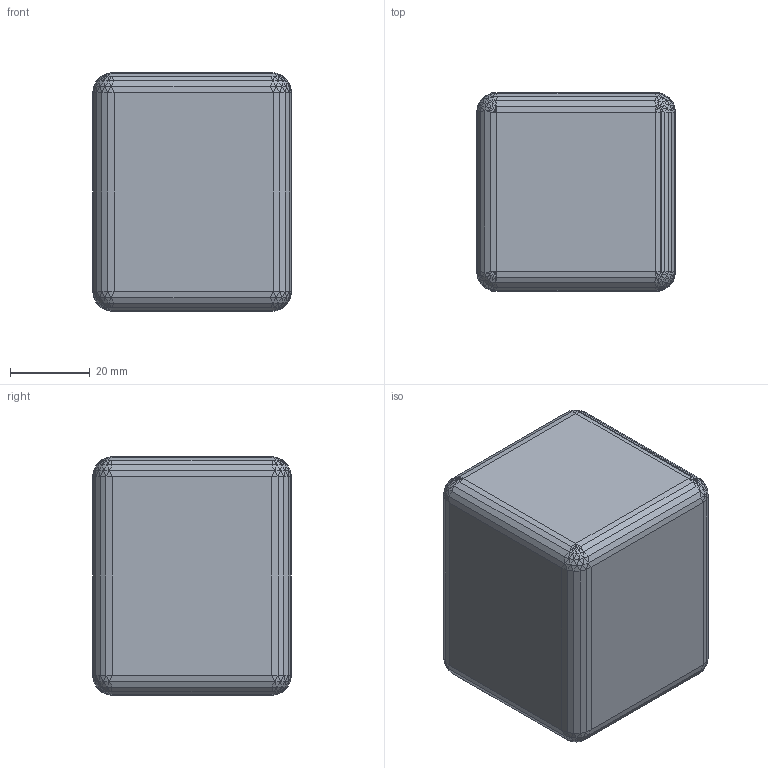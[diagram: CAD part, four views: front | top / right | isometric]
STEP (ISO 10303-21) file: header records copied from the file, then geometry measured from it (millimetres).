
FILE_DESCRIPTION(('FreeCAD Model'),'2;1');
FILE_NAME('Open CASCADE Shape Model','2021-07-29T21:05:09',(''),(''), 'Open CASCADE STEP processor 7.4','FreeCAD','Unknown');
FILE_SCHEMA(('AUTOMOTIVE_DESIGN { 1 0 10303 214 1 1 1 1 }'));
Length unit declared in the file: millimetre
Products named in the file (1): hull
Bounding box: 49.96 x 49.97 x 60 mm (x, y, z)
Volume: 146390.7 mm3; surface area: 15571.5 mm2
Topology: 1 solids, 1 shells, 414 faces, 656 edges, 244 vertices
Faces by surface type: plane 414
Entity records: 16430 total; most frequent: CARTESIAN_POINT 3135, DIRECTION 2290, LINE 1460, VECTOR 1460, ORIENTED_EDGE 1312, PCURVE 1312, DEFINITIONAL_REPRESENTATION 1312, EDGE_CURVE 656
